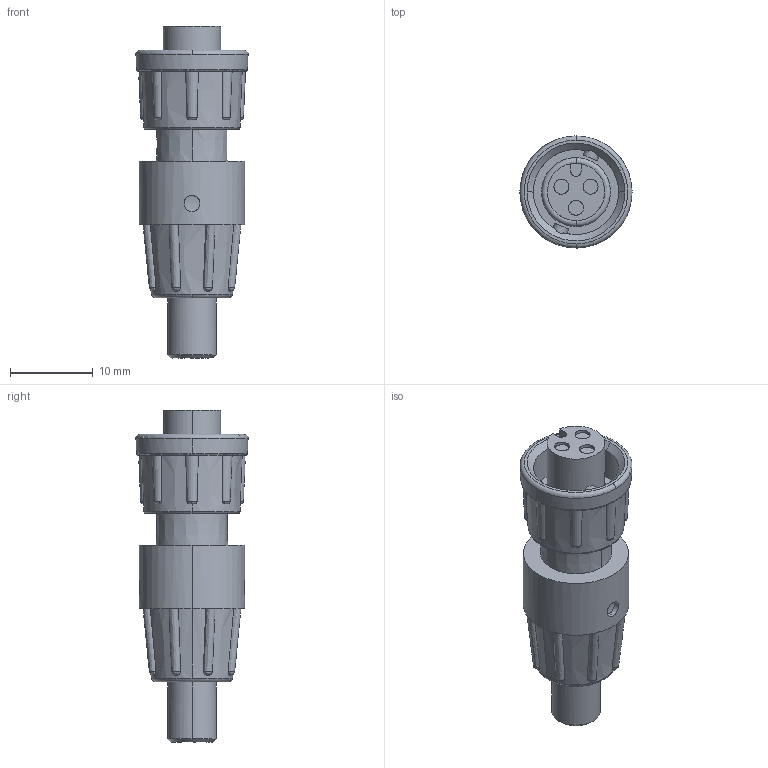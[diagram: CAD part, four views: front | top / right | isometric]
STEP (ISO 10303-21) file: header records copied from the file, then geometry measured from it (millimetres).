
FILE_DESCRIPTION (( 'STEP AP203' ), '1' );
FILE_NAME ('16280-3SG-318.STEP', '2013-11-06T16:29:17', ( 'J0FPBF1' ), ( '' ), 'SwSTEP 2.0', 'SolidWorks 2012', '' );
FILE_SCHEMA (( 'CONFIG_CONTROL_DESIGN' ));
Length unit declared in the file: millimetre
Products named in the file (1): 16280-3SG-318
Bounding box: 13.51 x 13.51 x 40.01 mm (x, y, z)
Volume: 3008.9 mm3; surface area: 2129.2 mm2
Topology: 1 solids, 1 shells, 153 faces, 455 edges, 315 vertices
Faces by surface type: plane 52, torus 28, cylinder 26, bspline 24, cone 23
Entity records: 11862 total; most frequent: CARTESIAN_POINT 8188, ORIENTED_EDGE 910, DIRECTION 540, EDGE_CURVE 455, VERTEX_POINT 315, B_SPLINE_CURVE_WITH_KNOTS 285, AXIS2_PLACEMENT_3D 240, EDGE_LOOP 164
